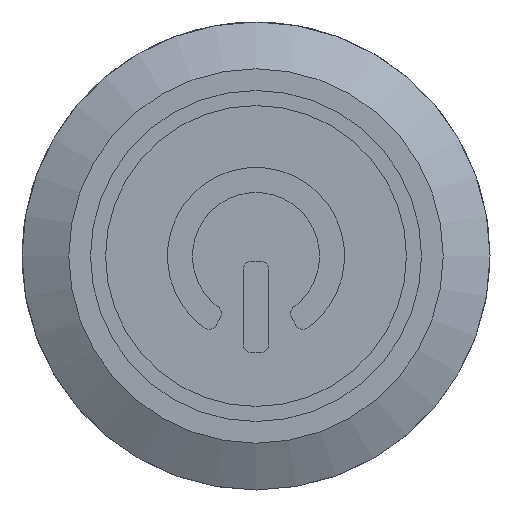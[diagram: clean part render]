
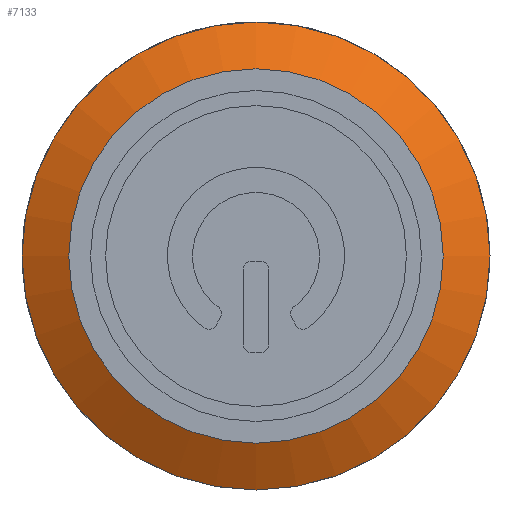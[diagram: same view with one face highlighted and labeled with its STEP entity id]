
A CAD part, left-side view. The second image highlights one B-rep face of the part: STEP entity #7133.
In plain terms, the highlighted conical face has half-angle 61.821 degrees and reference radius 12.6 mm.
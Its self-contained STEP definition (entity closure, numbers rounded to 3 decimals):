
#21=CONICAL_SURFACE('',#7811,12.6,1.079);
#923=LINE('',#11922,#1668);
#1668=VECTOR('',#9851,12.6);
#2071=FACE_OUTER_BOUND('',#2500,.T.);
#2500=EDGE_LOOP('',(#6429,#6430,#6431,#6432,#6433,#6434));
#2783=CIRCLE('',#7812,11.2);
#2784=CIRCLE('',#7813,11.2);
#2785=CIRCLE('',#7814,14.);
#2786=CIRCLE('',#7815,14.);
#3413=VERTEX_POINT('',#11917);
#3414=VERTEX_POINT('',#11918);
#3415=VERTEX_POINT('',#11921);
#3416=VERTEX_POINT('',#11923);
#4424=EDGE_CURVE('',#3413,#3414,#2783,.T.);
#4425=EDGE_CURVE('',#3414,#3413,#2784,.T.);
#4426=EDGE_CURVE('',#3414,#3415,#923,.T.);
#4427=EDGE_CURVE('',#3416,#3415,#2785,.T.);
#4428=EDGE_CURVE('',#3415,#3416,#2786,.T.);
#6429=ORIENTED_EDGE('',*,*,#4424,.F.);
#6430=ORIENTED_EDGE('',*,*,#4425,.F.);
#6431=ORIENTED_EDGE('',*,*,#4426,.T.);
#6432=ORIENTED_EDGE('',*,*,#4427,.F.);
#6433=ORIENTED_EDGE('',*,*,#4428,.F.);
#6434=ORIENTED_EDGE('',*,*,#4426,.F.);
#7133=ADVANCED_FACE('',(#2071),#21,.T.);
#7811=AXIS2_PLACEMENT_3D('',#11916,#9845,#9846);
#7812=AXIS2_PLACEMENT_3D('',#11919,#9847,#9848);
#7813=AXIS2_PLACEMENT_3D('',#11920,#9849,#9850);
#7814=AXIS2_PLACEMENT_3D('',#11924,#9852,#9853);
#7815=AXIS2_PLACEMENT_3D('',#11925,#9854,#9855);
#9845=DIRECTION('center_axis',(1.,0.,0.));
#9846=DIRECTION('ref_axis',(0.,1.,0.));
#9847=DIRECTION('center_axis',(-1.,0.,0.));
#9848=DIRECTION('ref_axis',(0.,1.,0.));
#9849=DIRECTION('center_axis',(-1.,0.,0.));
#9850=DIRECTION('ref_axis',(0.,1.,0.));
#9851=DIRECTION('',(0.472,-0.881,0.));
#9852=DIRECTION('center_axis',(1.,0.,0.));
#9853=DIRECTION('ref_axis',(0.,0.,1.));
#9854=DIRECTION('center_axis',(1.,0.,0.));
#9855=DIRECTION('ref_axis',(0.,0.,1.));
#11916=CARTESIAN_POINT('Origin',(-1.25,0.,0.));
#11917=CARTESIAN_POINT('',(-2.,11.2,0.));
#11918=CARTESIAN_POINT('',(-2.,-11.2,0.));
#11919=CARTESIAN_POINT('Origin',(-2.,0.,0.));
#11920=CARTESIAN_POINT('Origin',(-2.,0.,0.));
#11921=CARTESIAN_POINT('',(-0.5,-14.,0.));
#11922=CARTESIAN_POINT('',(-1.25,-12.6,0.));
#11923=CARTESIAN_POINT('',(-0.5,0.,-14.));
#11924=CARTESIAN_POINT('Origin',(-0.5,0.,0.));
#11925=CARTESIAN_POINT('Origin',(-0.5,0.,0.));
